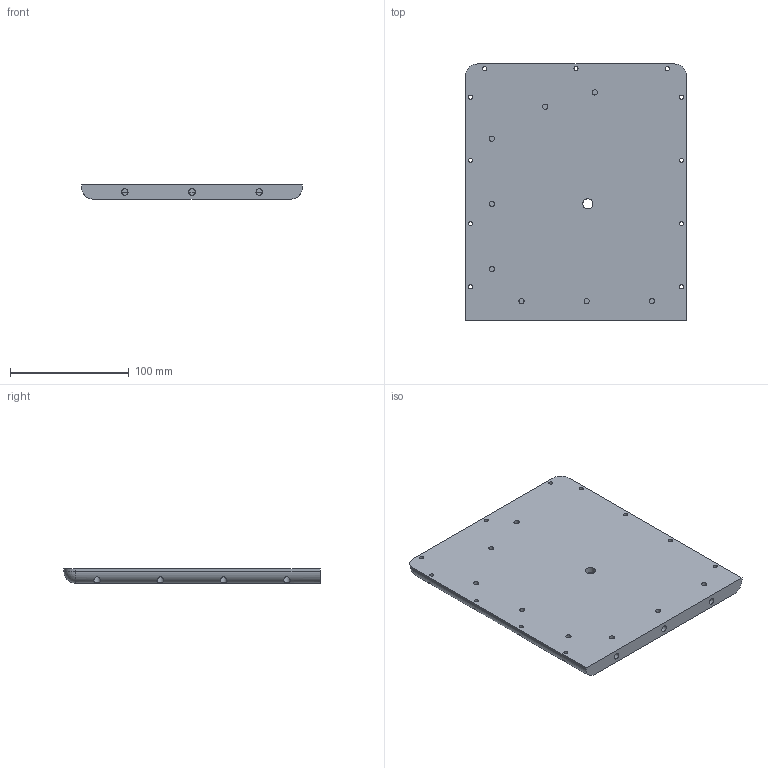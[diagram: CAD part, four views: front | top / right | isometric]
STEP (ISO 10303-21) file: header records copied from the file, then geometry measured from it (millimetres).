
FILE_DESCRIPTION(('FreeCAD Model'),'2;1');
FILE_NAME('Open CASCADE Shape Model','2024-06-22T09:25:28',(''),(''), 'Open CASCADE STEP processor 7.7','FreeCAD','Unknown');
FILE_SCHEMA(('AUTOMOTIVE_DESIGN { 1 0 10303 214 1 1 1 1 }'));
Length unit declared in the file: millimetre
Products named in the file (1): bot_base
Bounding box: 186 x 216 x 12 mm (x, y, z)
Volume: 455188.1 mm3; surface area: 91674.1 mm2
Topology: 1 solids, 1 shells, 115 faces, 236 edges, 145 vertices
Faces by surface type: plane 70, cylinder 43, sphere 2
Full cylindrical faces by diameter (mm): 3.4 x11, 4.4 x8, 5.4 x3, 5.8 x11, 8.5 x1, 18 x1
Entity records: 4491 total; most frequent: CARTESIAN_POINT 1938, DIRECTION 539, ORIENTED_EDGE 468, EDGE_CURVE 234, AXIS2_PLACEMENT_3D 200, FACE_BOUND 169, EDGE_LOOP 169, VERTEX_POINT 145
